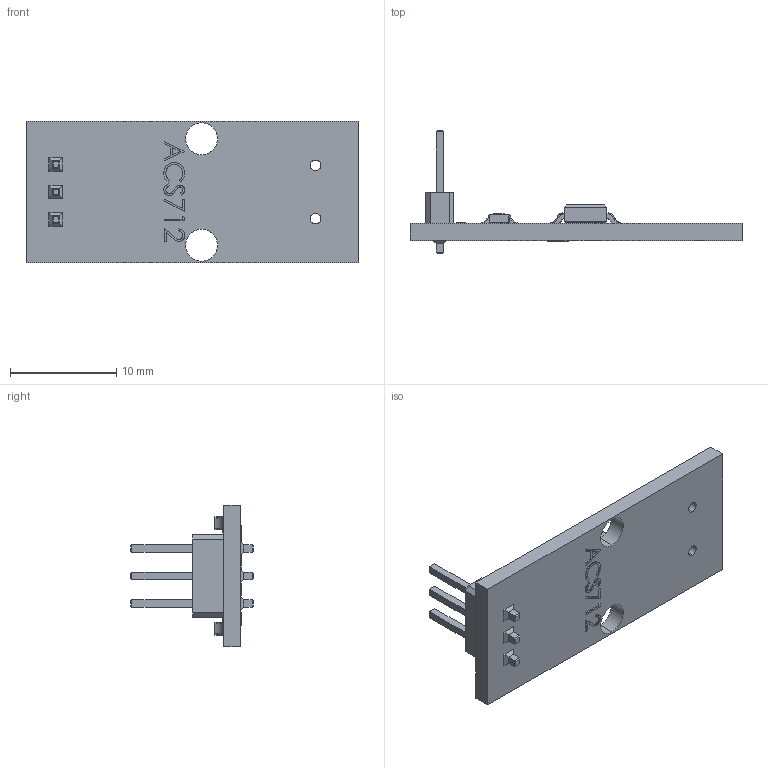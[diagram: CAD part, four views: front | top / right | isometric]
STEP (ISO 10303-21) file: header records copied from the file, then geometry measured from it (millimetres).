
FILE_DESCRIPTION (( 'STEP AP203' ), '1' );
FILE_NAME ('ACS712_1.STEP', '2021-02-04T13:15:24', ( 'Bill' ), ( '' ), 'SwSTEP 2.0', 'SolidWorks 2015', '' );
FILE_SCHEMA (( 'CONFIG_CONTROL_DESIGN' ));
Length unit declared in the file: millimetre
Products named in the file (1): ACS712_1
Bounding box: 31.19 x 11.5 x 13.3 mm (x, y, z)
Volume: 743.7 mm3; surface area: 1228 mm2
Topology: 4 solids, 4 shells, 469 faces, 1208 edges, 784 vertices
Faces by surface type: plane 311, bspline 150, cylinder 8
Entity records: 34184 total; most frequent: CARTESIAN_POINT 23799, ORIENTED_EDGE 2416, DIRECTION 1510, EDGE_CURVE 1208, VECTOR 838, LINE 838, VERTEX_POINT 784, EDGE_LOOP 530
